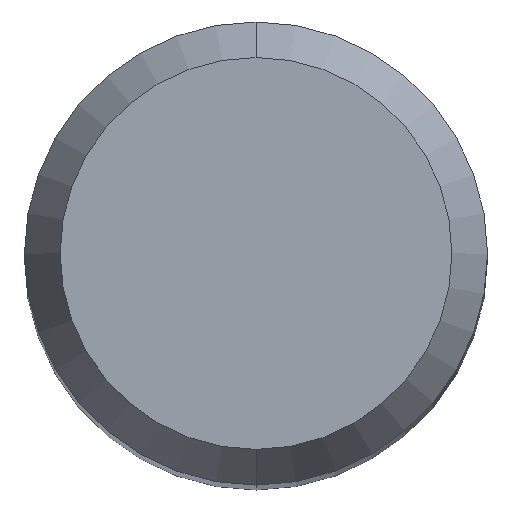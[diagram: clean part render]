
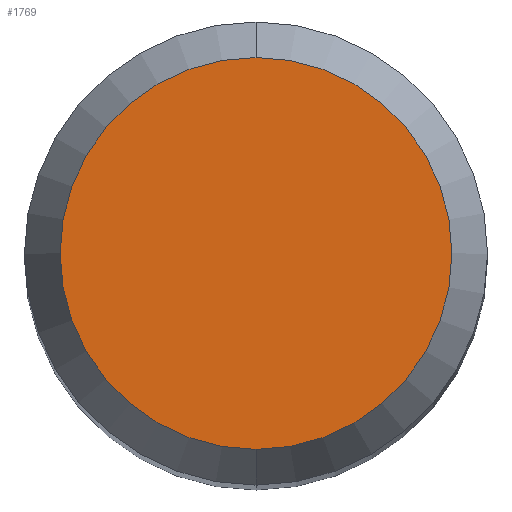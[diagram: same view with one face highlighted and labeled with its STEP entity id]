
A CAD part, top view. The second image highlights one B-rep face of the part: STEP entity #1769.
In plain terms, the highlighted planar face has unit normal (0, 0, 1).
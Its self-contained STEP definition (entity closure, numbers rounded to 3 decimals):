
#905=EDGE_CURVE('',#1267,#1519,#2193,.T.);
#975=EDGE_CURVE('',#1519,#1267,#2269,.T.);
#1267=VERTEX_POINT('',#2584);
#1519=VERTEX_POINT('',#2857);
#1769=ADVANCED_FACE('',(#3132),#3133,.T.);
#2193=CIRCLE('',#7298,2.538);
#2269=CIRCLE('',#9067,2.538);
#2584=CARTESIAN_POINT('',(0.0,2.538,0.0));
#2857=CARTESIAN_POINT('',(0.,-2.538,0.0));
#3132=FACE_OUTER_BOUND('',#19159,.T.);
#3133=PLANE('',#19160);
#7298=AXIS2_PLACEMENT_3D('',#21603,#21604,#21605);
#9067=AXIS2_PLACEMENT_3D('',#21665,#21666,#21667);
#19159=EDGE_LOOP('',(#22468,#22469));
#19160=AXIS2_PLACEMENT_3D('',#22470,#22471,#22472);
#21603=CARTESIAN_POINT('',(0.0,0.0,0.0));
#21604=DIRECTION('',(0.0,0.0,-1.0));
#21605=DIRECTION('',(0.0,1.0,0.0));
#21665=CARTESIAN_POINT('',(0.0,0.0,0.0));
#21666=DIRECTION('',(0.0,0.0,-1.0));
#21667=DIRECTION('',(0.0,1.0,0.0));
#22468=ORIENTED_EDGE('',*,*,#905,.F.);
#22469=ORIENTED_EDGE('',*,*,#975,.F.);
#22470=CARTESIAN_POINT('',(0.0,1.269,0.0));
#22471=DIRECTION('',(-0.0,0.0,1.0));
#22472=DIRECTION('',(0.0,-1.0,0.0));
